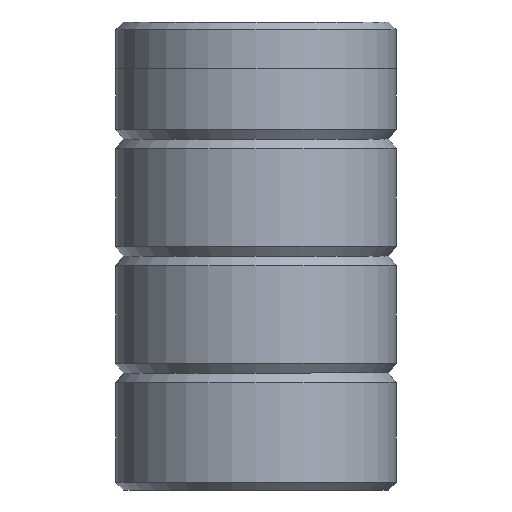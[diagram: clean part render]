
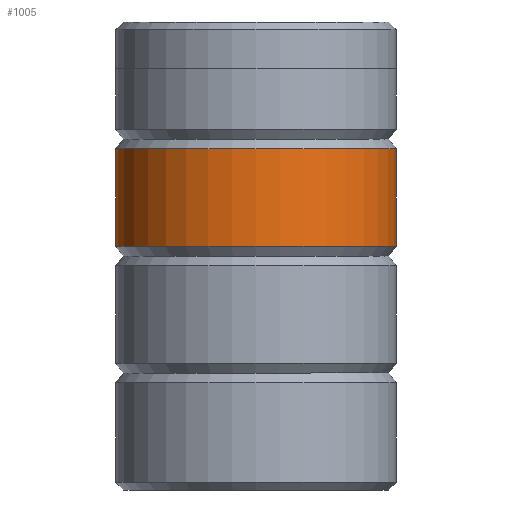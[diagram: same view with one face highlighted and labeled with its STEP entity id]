
A CAD part, front view. The second image highlights one B-rep face of the part: STEP entity #1005.
In plain terms, the highlighted cylindrical face has radius 9 mm (diameter 18 mm), a partial arc.
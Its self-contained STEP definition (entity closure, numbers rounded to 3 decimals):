
#23 = VECTOR ( 'NONE', #1673, 1000. ) ;
#56 = CARTESIAN_POINT ( 'NONE',  ( -9., 0., 21.875 ) ) ;
#59 = AXIS2_PLACEMENT_3D ( 'NONE', #1610, #823, #1748 ) ;
#106 = EDGE_LOOP ( 'NONE', ( #1451, #1313, #1138, #1211 ) ) ;
#227 = DIRECTION ( 'NONE',  ( 0., 0., -1. ) ) ;
#322 = LINE ( 'NONE', #458, #1694 ) ;
#403 = LINE ( 'NONE', #887, #23 ) ;
#457 = AXIS2_PLACEMENT_3D ( 'NONE', #1040, #227, #1175 ) ;
#458 = CARTESIAN_POINT ( 'NONE',  ( 9., 0., 30. ) ) ;
#470 = DIRECTION ( 'NONE',  ( -1., 0., 0. ) ) ;
#471 = CIRCLE ( 'NONE', #59, 9. ) ;
#488 = CIRCLE ( 'NONE', #457, 9. ) ;
#506 = EDGE_CURVE ( 'NONE', #1382, #958, #322, .T. ) ;
#512 = VERTEX_POINT ( 'NONE', #1518 ) ;
#633 = EDGE_CURVE ( 'NONE', #958, #512, #488, .T. ) ;
#761 = CYLINDRICAL_SURFACE ( 'NONE', #767, 9. ) ;
#767 = AXIS2_PLACEMENT_3D ( 'NONE', #1387, #1527, #470 ) ;
#823 = DIRECTION ( 'NONE',  ( 0., 0., -1. ) ) ;
#858 = CARTESIAN_POINT ( 'NONE',  ( 9., 0., 15.625 ) ) ;
#887 = CARTESIAN_POINT ( 'NONE',  ( -9., 0., 30. ) ) ;
#958 = VERTEX_POINT ( 'NONE', #858 ) ;
#1005 = ADVANCED_FACE ( 'NONE', ( #1515 ), #761, .T. ) ;
#1030 = EDGE_CURVE ( 'NONE', #1405, #512, #403, .T. ) ;
#1040 = CARTESIAN_POINT ( 'NONE',  ( 0., 0., 15.625 ) ) ;
#1138 = ORIENTED_EDGE ( 'NONE', *, *, #1030, .T. ) ;
#1175 = DIRECTION ( 'NONE',  ( -1., 0., 0. ) ) ;
#1211 = ORIENTED_EDGE ( 'NONE', *, *, #633, .F. ) ;
#1248 = DIRECTION ( 'NONE',  ( 0., 0., -1. ) ) ;
#1313 = ORIENTED_EDGE ( 'NONE', *, *, #1560, .T. ) ;
#1382 = VERTEX_POINT ( 'NONE', #1667 ) ;
#1387 = CARTESIAN_POINT ( 'NONE',  ( 0., 0., 30. ) ) ;
#1405 = VERTEX_POINT ( 'NONE', #56 ) ;
#1451 = ORIENTED_EDGE ( 'NONE', *, *, #506, .F. ) ;
#1515 = FACE_OUTER_BOUND ( 'NONE', #106, .T. ) ;
#1518 = CARTESIAN_POINT ( 'NONE',  ( -9., 0., 15.625 ) ) ;
#1527 = DIRECTION ( 'NONE',  ( 0., 0., -1. ) ) ;
#1560 = EDGE_CURVE ( 'NONE', #1382, #1405, #471, .T. ) ;
#1610 = CARTESIAN_POINT ( 'NONE',  ( 0., 0., 21.875 ) ) ;
#1667 = CARTESIAN_POINT ( 'NONE',  ( 9., 0., 21.875 ) ) ;
#1673 = DIRECTION ( 'NONE',  ( 0., 0., -1. ) ) ;
#1694 = VECTOR ( 'NONE', #1248, 1000. ) ;
#1748 = DIRECTION ( 'NONE',  ( -1., 0., 0. ) ) ;
